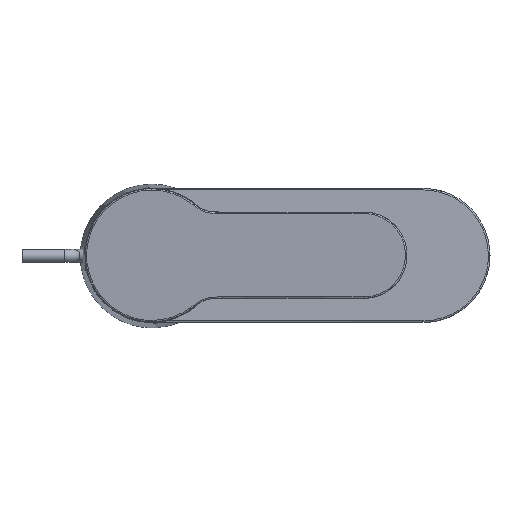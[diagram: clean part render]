
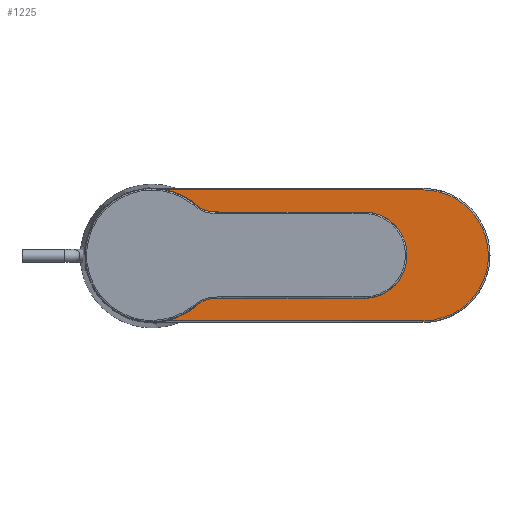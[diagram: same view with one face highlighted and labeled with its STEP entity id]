
A CAD part, top view. The second image highlights one B-rep face of the part: STEP entity #1225.
In plain terms, the highlighted planar face has unit normal (0, 0, 1).
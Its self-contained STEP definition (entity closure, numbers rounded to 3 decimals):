
#64=LINE('',#2201,#77);
#65=LINE('',#2354,#78);
#77=VECTOR('',#1973,1000.);
#78=VECTOR('',#1982,1000.);
#105=B_SPLINE_CURVE_WITH_KNOTS('',3,(#2190,#2191,#2192,#2193),
 .UNSPECIFIED.,.F.,.F.,(4,4),(0.,0.),
 .UNSPECIFIED.);
#110=B_SPLINE_CURVE_WITH_KNOTS('',3,(#2254,#2255,#2256,#2257,#2258,#2259,
#2260,#2261,#2262,#2263),.UNSPECIFIED.,.F.,.F.,(4,1,1,1,1,1,1,4),(0.,0.008,
0.012,0.016,0.02,0.024,
0.028,0.032),.UNSPECIFIED.);
#114=B_SPLINE_CURVE_WITH_KNOTS('',3,(#2293,#2294,#2295,#2296),
 .UNSPECIFIED.,.F.,.F.,(4,4),(0.,0.),.UNSPECIFIED.);
#116=B_SPLINE_CURVE_WITH_KNOTS('',3,(#2336,#2337,#2338,#2339,#2340,#2341,
#2342,#2343,#2344,#2345),.UNSPECIFIED.,.F.,.F.,(4,1,1,1,1,1,1,4),(0.,0.008,
0.012,0.016,0.02,0.024,
0.028,0.032),.UNSPECIFIED.);
#266=PLANE('',#1860);
#365=ORIENTED_EDGE('',*,*,#666,.T.);
#366=ORIENTED_EDGE('',*,*,#660,.T.);
#367=ORIENTED_EDGE('',*,*,#662,.T.);
#368=ORIENTED_EDGE('',*,*,#668,.T.);
#369=ORIENTED_EDGE('',*,*,#674,.T.);
#370=ORIENTED_EDGE('',*,*,#676,.T.);
#371=ORIENTED_EDGE('',*,*,#672,.T.);
#660=EDGE_CURVE('',#836,#839,#105,.T.);
#662=EDGE_CURVE('',#839,#841,#64,.F.);
#666=EDGE_CURVE('',#842,#836,#946,.T.);
#668=EDGE_CURVE('',#841,#845,#110,.T.);
#672=EDGE_CURVE('',#846,#842,#114,.T.);
#674=EDGE_CURVE('',#845,#849,#116,.T.);
#676=EDGE_CURVE('',#849,#846,#65,.T.);
#836=VERTEX_POINT('',#2181);
#839=VERTEX_POINT('',#2189);
#841=VERTEX_POINT('',#2200);
#842=VERTEX_POINT('',#2211);
#845=VERTEX_POINT('',#2253);
#846=VERTEX_POINT('',#2287);
#849=VERTEX_POINT('',#2335);
#946=CIRCLE('',#1858,20.507);
#1000=EDGE_LOOP('',(#365,#366,#367,#368,#369,#370,#371));
#1111=FACE_BOUND('',#1000,.T.);
#1225=ADVANCED_FACE('',(#1111),#266,.T.);
#1858=AXIS2_PLACEMENT_3D('',#2214,#1978,#1979);
#1860=AXIS2_PLACEMENT_3D('',#2697,#1984,#1985);
#1973=DIRECTION('',(-1.,0.,0.));
#1978=DIRECTION('',(0.,0.,1.));
#1979=DIRECTION('',(0.,1.,0.));
#1982=DIRECTION('',(-1.,0.,0.));
#1984=DIRECTION('',(0.,0.,1.));
#1985=DIRECTION('',(0.,1.,0.));
#2181=CARTESIAN_POINT('',(1.06,-20.48,70.));
#2189=CARTESIAN_POINT('',(1.517,-20.502,70.));
#2190=CARTESIAN_POINT('',(1.06,-20.48,70.));
#2191=CARTESIAN_POINT('',(1.212,-20.495,70.));
#2192=CARTESIAN_POINT('',(1.364,-20.502,70.));
#2193=CARTESIAN_POINT('',(1.517,-20.502,70.));
#2200=CARTESIAN_POINT('',(84.827,-20.502,70.));
#2201=CARTESIAN_POINT('',(0.,-20.502,70.));
#2211=CARTESIAN_POINT('',(0.611,20.498,70.));
#2214=CARTESIAN_POINT('',(0.,0.,70.));
#2253=CARTESIAN_POINT('',(105.33,0.,70.));
#2254=CARTESIAN_POINT('',(84.827,-20.502,70.));
#2255=CARTESIAN_POINT('',(87.535,-20.502,70.));
#2256=CARTESIAN_POINT('',(91.547,-19.697,70.));
#2257=CARTESIAN_POINT('',(96.312,-17.14,70.));
#2258=CARTESIAN_POINT('',(99.416,-14.591,70.));
#2259=CARTESIAN_POINT('',(101.997,-11.441,70.));
#2260=CARTESIAN_POINT('',(103.886,-7.906,70.));
#2261=CARTESIAN_POINT('',(105.069,-4.008,70.));
#2262=CARTESIAN_POINT('',(105.33,-1.354,70.));
#2263=CARTESIAN_POINT('',(105.33,0.,70.));
#2287=CARTESIAN_POINT('',(1.049,20.502,70.));
#2293=CARTESIAN_POINT('',(1.049,20.502,70.));
#2294=CARTESIAN_POINT('',(0.903,20.495,70.));
#2295=CARTESIAN_POINT('',(0.757,20.493,70.));
#2296=CARTESIAN_POINT('',(0.611,20.498,70.));
#2335=CARTESIAN_POINT('',(84.827,20.502,70.));
#2336=CARTESIAN_POINT('',(105.33,0.,70.));
#2337=CARTESIAN_POINT('',(105.33,2.707,70.));
#2338=CARTESIAN_POINT('',(104.524,6.72,70.));
#2339=CARTESIAN_POINT('',(101.968,11.484,70.));
#2340=CARTESIAN_POINT('',(99.419,14.588,70.));
#2341=CARTESIAN_POINT('',(96.268,17.17,70.));
#2342=CARTESIAN_POINT('',(92.733,19.059,70.));
#2343=CARTESIAN_POINT('',(88.835,20.241,70.));
#2344=CARTESIAN_POINT('',(86.181,20.502,70.));
#2345=CARTESIAN_POINT('',(84.827,20.502,70.));
#2354=CARTESIAN_POINT('',(1.049,20.502,70.));
#2697=CARTESIAN_POINT('',(0.,0.,70.));
